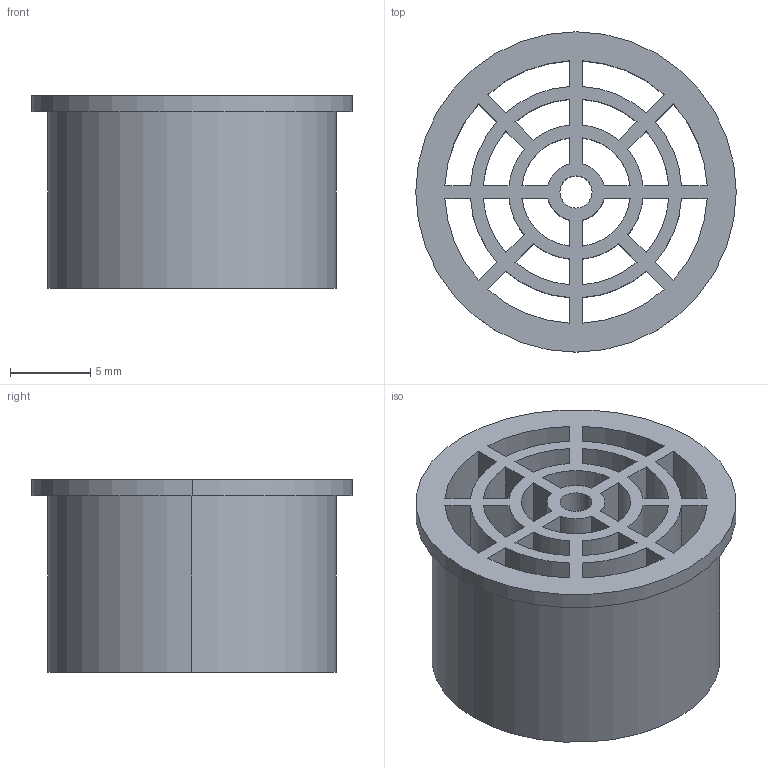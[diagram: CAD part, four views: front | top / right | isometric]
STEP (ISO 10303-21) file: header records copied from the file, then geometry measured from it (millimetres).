
FILE_DESCRIPTION (( 'STEP AP214' ), '1' );
FILE_NAME ('Faucet_Unmeasured.STEP', '2021-01-10T01:02:06', ( '' ), ( '' ), 'SwSTEP 2.0', 'SolidWorks 2020', '' );
FILE_SCHEMA (( 'AUTOMOTIVE_DESIGN' ));
Length unit declared in the file: millimetre
Products named in the file (1): Faucet_Unmeasured
Bounding box: 20 x 20 x 12 mm (x, y, z)
Volume: 1573.7 mm3; surface area: 3780.8 mm2
Topology: 1 solids, 1 shells, 89 faces, 258 edges, 172 vertices
Faces by surface type: cylinder 46, plane 43
Entity records: 3082 total; most frequent: DIRECTION 530, CARTESIAN_POINT 520, ORIENTED_EDGE 516, EDGE_CURVE 258, AXIS2_PLACEMENT_3D 182, VERTEX_POINT 172, VECTOR 166, LINE 166
